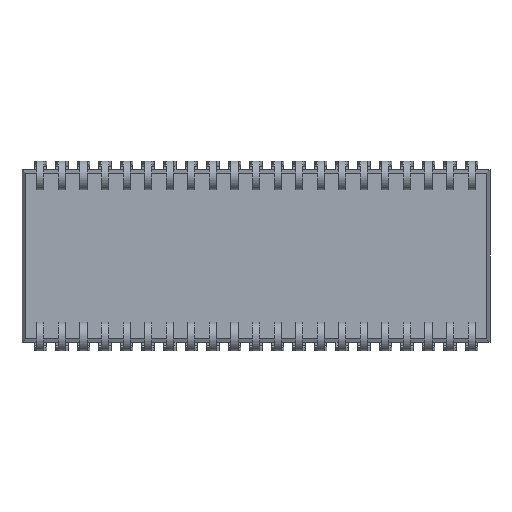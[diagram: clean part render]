
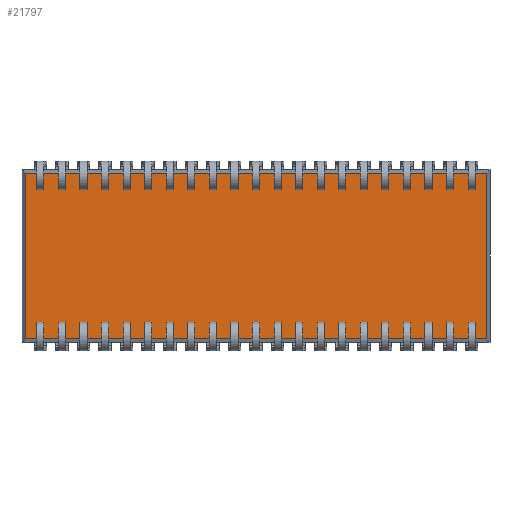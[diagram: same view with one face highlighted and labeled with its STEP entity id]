
A CAD part, front view. The second image highlights one B-rep face of the part: STEP entity #21797.
In plain terms, the highlighted planar face has unit normal (0, -1, 0).
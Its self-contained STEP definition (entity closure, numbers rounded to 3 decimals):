
#16=DIRECTION('',(1.,0.,0.));
#17=VECTOR('',#16,27.16);
#18=CARTESIAN_POINT('',(-13.58,0.,-4.88));
#19=LINE('',#18,#17);
#24=DIRECTION('',(0.,0.,-1.));
#25=VECTOR('',#24,9.76);
#26=CARTESIAN_POINT('',(-13.58,0.,4.88));
#27=LINE('',#26,#25);
#31=DIRECTION('',(-1.,0.,0.));
#32=VECTOR('',#31,27.16);
#33=CARTESIAN_POINT('',(13.58,0.,4.88));
#34=LINE('',#33,#32);
#38=DIRECTION('',(0.,0.,1.));
#39=VECTOR('',#38,9.76);
#40=CARTESIAN_POINT('',(13.58,0.,-4.88));
#41=LINE('',#40,#39);
#18464=CARTESIAN_POINT('',(-13.58,0.,-4.88));
#18465=CARTESIAN_POINT('',(13.58,0.,-4.88));
#18466=VERTEX_POINT('',#18464);
#18467=VERTEX_POINT('',#18465);
#18468=CARTESIAN_POINT('',(13.58,0.,4.88));
#18469=VERTEX_POINT('',#18468);
#18474=CARTESIAN_POINT('',(-13.58,0.,4.88));
#18475=VERTEX_POINT('',#18474);
#21782=CARTESIAN_POINT('',(0.,0.,0.));
#21783=DIRECTION('',(0.,1.,0.));
#21784=DIRECTION('',(1.,0.,0.));
#21785=AXIS2_PLACEMENT_3D('',#21782,#21783,#21784);
#21786=PLANE('',#21785);
#21788=ORIENTED_EDGE('',*,*,#21787,.F.);
#21790=ORIENTED_EDGE('',*,*,#21789,.F.);
#21792=ORIENTED_EDGE('',*,*,#21791,.F.);
#21794=ORIENTED_EDGE('',*,*,#21793,.F.);
#21795=EDGE_LOOP('',(#21788,#21790,#21792,#21794));
#21796=FACE_OUTER_BOUND('',#21795,.F.);
#21797=ADVANCED_FACE('',(#21796),#21786,.F.);
#21787=EDGE_CURVE('',#18466,#18467,#19,.T.);
#21789=EDGE_CURVE('',#18475,#18466,#27,.T.);
#21791=EDGE_CURVE('',#18469,#18475,#34,.T.);
#21793=EDGE_CURVE('',#18467,#18469,#41,.T.);
